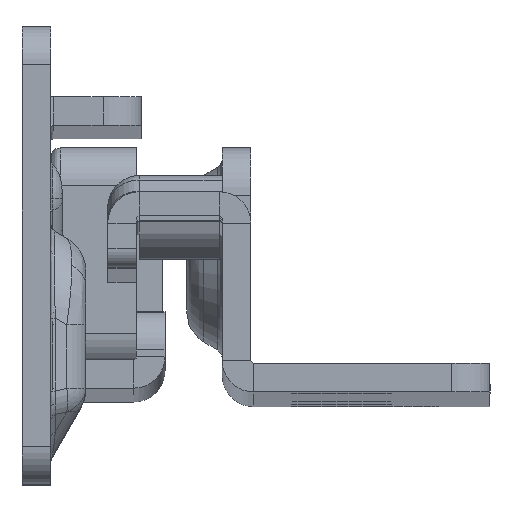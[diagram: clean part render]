
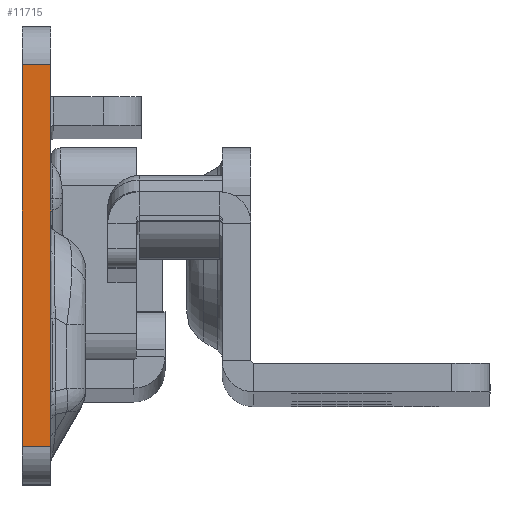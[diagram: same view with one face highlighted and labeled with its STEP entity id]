
A CAD part, top view. The second image highlights one B-rep face of the part: STEP entity #11715.
In plain terms, the highlighted planar face has unit normal (0, 0, 1).
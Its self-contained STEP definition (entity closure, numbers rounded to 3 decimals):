
#1164 = FACE_OUTER_BOUND ( 'NONE', #15813, .T. ) ;
#1179 = VERTEX_POINT ( 'NONE', #3876 ) ;
#2304 = ORIENTED_EDGE ( 'NONE', *, *, #10274, .F. ) ;
#2351 = DIRECTION ( 'NONE',  ( 1., 0., 0. ) ) ;
#2492 = CARTESIAN_POINT ( 'NONE',  ( -3., -29.094, 0. ) ) ;
#2518 = CARTESIAN_POINT ( 'NONE',  ( 0., 18.3, 0. ) ) ;
#2618 = CARTESIAN_POINT ( 'NONE',  ( -142.194, -21.7, 0. ) ) ;
#2630 = DIRECTION ( 'NONE',  ( 1., 0., 0. ) ) ;
#3876 = CARTESIAN_POINT ( 'NONE',  ( 0., -21.7, 0. ) ) ;
#3953 = VECTOR ( 'NONE', #4904, 1000. ) ;
#4904 = DIRECTION ( 'NONE',  ( 0., -1., 0. ) ) ;
#5737 = VECTOR ( 'NONE', #2630, 1000. ) ;
#6021 = LINE ( 'NONE', #8850, #7582 ) ;
#6172 = EDGE_CURVE ( 'NONE', #9148, #6366, #13825, .T. ) ;
#6314 = LINE ( 'NONE', #2492, #3953 ) ;
#6366 = VERTEX_POINT ( 'NONE', #2518 ) ;
#6610 = PLANE ( 'NONE',  #17039 ) ;
#6647 = ORIENTED_EDGE ( 'NONE', *, *, #6172, .F. ) ;
#7582 = VECTOR ( 'NONE', #13128, 1000. ) ;
#7920 = VECTOR ( 'NONE', #2351, 1000. ) ;
#8850 = CARTESIAN_POINT ( 'NONE',  ( 0., -29.094, 0. ) ) ;
#9148 = VERTEX_POINT ( 'NONE', #15724 ) ;
#10274 = EDGE_CURVE ( 'NONE', #6366, #1179, #6021, .T. ) ;
#10703 = DIRECTION ( 'NONE',  ( 1., 0., 0. ) ) ;
#10748 = ORIENTED_EDGE ( 'NONE', *, *, #10837, .T. ) ;
#10837 = EDGE_CURVE ( 'NONE', #17296, #1179, #11866, .T. ) ;
#11715 = ADVANCED_FACE ( 'NONE', ( #1164 ), #6610, .T. ) ;
#11866 = LINE ( 'NONE', #2618, #7920 ) ;
#12035 = CARTESIAN_POINT ( 'NONE',  ( -3., -29.094, 0. ) ) ;
#12323 = CARTESIAN_POINT ( 'NONE',  ( -3., 18.3, 0. ) ) ;
#12830 = CARTESIAN_POINT ( 'NONE',  ( -3., -21.7, 0. ) ) ;
#12861 = EDGE_CURVE ( 'NONE', #9148, #17296, #6314, .T. ) ;
#13128 = DIRECTION ( 'NONE',  ( 0., -1., 0. ) ) ;
#13825 = LINE ( 'NONE', #12323, #5737 ) ;
#15724 = CARTESIAN_POINT ( 'NONE',  ( -3., 18.3, 0. ) ) ;
#15813 = EDGE_LOOP ( 'NONE', ( #2304, #6647, #16652, #10748 ) ) ;
#16652 = ORIENTED_EDGE ( 'NONE', *, *, #12861, .T. ) ;
#17039 = AXIS2_PLACEMENT_3D ( 'NONE', #12035, #17487, #10703 ) ;
#17296 = VERTEX_POINT ( 'NONE', #12830 ) ;
#17487 = DIRECTION ( 'NONE',  ( 0., 0., 1. ) ) ;
